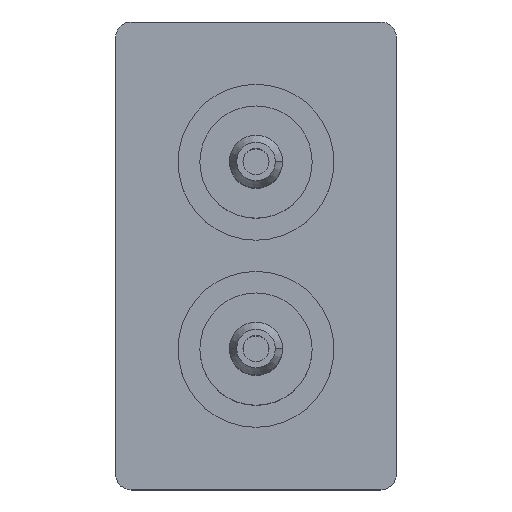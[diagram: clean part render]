
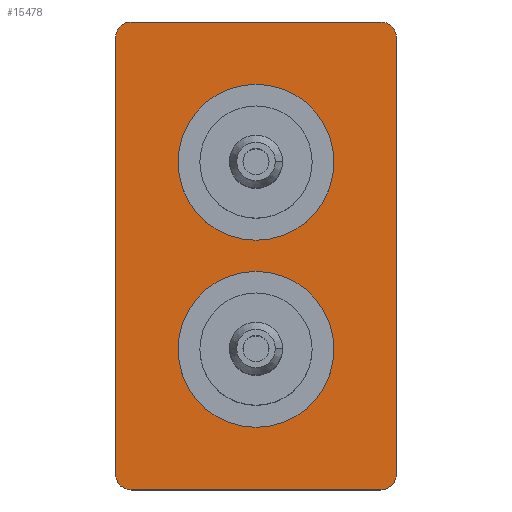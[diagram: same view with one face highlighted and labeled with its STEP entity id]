
A CAD part, top view. The second image highlights one B-rep face of the part: STEP entity #15478.
In plain terms, the highlighted planar face has unit normal (0, 0, 1).
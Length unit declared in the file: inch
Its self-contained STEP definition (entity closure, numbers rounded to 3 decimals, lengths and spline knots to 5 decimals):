
#7908=DIRECTION('',(0.,-1.,0.));
#7909=VECTOR('',#7908,0.7);
#7910=CARTESIAN_POINT('',(-0.225,0.725,0.));
#7911=LINE('',#7910,#7909);
#8500=CARTESIAN_POINT('',(0.,0.525,0.));
#8501=DIRECTION('',(0.,0.,-1.));
#8502=DIRECTION('',(-1.,0.,0.));
#8503=AXIS2_PLACEMENT_3D('',#8500,#8501,#8502);
#8505=CARTESIAN_POINT('',(0.,0.525,0.));
#8506=DIRECTION('',(0.,0.,-1.));
#8507=DIRECTION('',(1.,0.,0.));
#8508=AXIS2_PLACEMENT_3D('',#8505,#8506,#8507);
#8510=CARTESIAN_POINT('',(0.,0.225,0.));
#8511=DIRECTION('',(0.,0.,-1.));
#8512=DIRECTION('',(1.,0.,0.));
#8513=AXIS2_PLACEMENT_3D('',#8510,#8511,#8512);
#8515=CARTESIAN_POINT('',(0.,0.225,0.));
#8516=DIRECTION('',(0.,0.,-1.));
#8517=DIRECTION('',(-1.,0.,0.));
#8518=AXIS2_PLACEMENT_3D('',#8515,#8516,#8517);
#8520=CARTESIAN_POINT('',(0.2,0.725,0.));
#8521=DIRECTION('',(0.,0.,1.));
#8522=DIRECTION('',(1.,0.,0.));
#8523=AXIS2_PLACEMENT_3D('',#8520,#8521,#8522);
#8525=CARTESIAN_POINT('',(0.2,0.025,0.));
#8526=DIRECTION('',(0.,0.,1.));
#8527=DIRECTION('',(0.,-1.,0.));
#8528=AXIS2_PLACEMENT_3D('',#8525,#8526,#8527);
#8530=CARTESIAN_POINT('',(-0.2,0.025,0.));
#8531=DIRECTION('',(0.,0.,1.));
#8532=DIRECTION('',(-1.,0.,0.));
#8533=AXIS2_PLACEMENT_3D('',#8530,#8531,#8532);
#8535=CARTESIAN_POINT('',(-0.2,0.725,0.));
#8536=DIRECTION('',(0.,0.,1.));
#8537=DIRECTION('',(0.,1.,0.));
#8538=AXIS2_PLACEMENT_3D('',#8535,#8536,#8537);
#8540=DIRECTION('',(1.,0.,0.));
#8541=VECTOR('',#8540,0.4);
#8542=CARTESIAN_POINT('',(-0.2,0.75,0.));
#8543=LINE('',#8542,#8541);
#8755=DIRECTION('',(1.,0.,0.));
#8756=VECTOR('',#8755,0.4);
#8757=CARTESIAN_POINT('',(-0.2,0.,0.));
#8758=LINE('',#8757,#8756);
#8799=DIRECTION('',(0.,-1.,0.));
#8800=VECTOR('',#8799,0.7);
#8801=CARTESIAN_POINT('',(0.225,0.725,0.));
#8802=LINE('',#8801,#8800);
#13418=CARTESIAN_POINT('',(-0.101,0.525,0.));
#13419=CARTESIAN_POINT('',(0.101,0.525,0.));
#13420=VERTEX_POINT('',#13418);
#13421=VERTEX_POINT('',#13419);
#13426=CARTESIAN_POINT('',(0.101,0.225,0.));
#13427=CARTESIAN_POINT('',(-0.101,0.225,0.));
#13428=VERTEX_POINT('',#13426);
#13429=VERTEX_POINT('',#13427);
#13460=CARTESIAN_POINT('',(0.225,0.725,0.));
#13461=CARTESIAN_POINT('',(0.2,0.75,0.));
#13462=VERTEX_POINT('',#13460);
#13463=VERTEX_POINT('',#13461);
#13469=CARTESIAN_POINT('',(-0.2,0.75,0.));
#13470=VERTEX_POINT('',#13469);
#13471=CARTESIAN_POINT('',(-0.225,0.725,0.));
#13472=VERTEX_POINT('',#13471);
#13473=CARTESIAN_POINT('',(-0.225,0.025,0.));
#13474=CARTESIAN_POINT('',(-0.2,0.,0.));
#13475=VERTEX_POINT('',#13473);
#13476=VERTEX_POINT('',#13474);
#13482=CARTESIAN_POINT('',(0.2,0.,0.));
#13483=VERTEX_POINT('',#13482);
#13484=CARTESIAN_POINT('',(0.225,0.025,0.));
#13485=VERTEX_POINT('',#13484);
#15446=CARTESIAN_POINT('',(-0.225,0.75,0.));
#15447=DIRECTION('',(0.,0.,1.));
#15448=DIRECTION('',(0.,-1.,0.));
#15449=AXIS2_PLACEMENT_3D('',#15446,#15447,#15448);
#15450=PLANE('',#15449);
#15451=ORIENTED_EDGE('',*,*,#15436,.F.);
#15453=ORIENTED_EDGE('',*,*,#15452,.T.);
#15455=ORIENTED_EDGE('',*,*,#15454,.F.);
#15457=ORIENTED_EDGE('',*,*,#15456,.F.);
#15459=ORIENTED_EDGE('',*,*,#15458,.F.);
#15460=ORIENTED_EDGE('',*,*,#15111,.F.);
#15461=ORIENTED_EDGE('',*,*,#15407,.F.);
#15463=ORIENTED_EDGE('',*,*,#15462,.T.);
#15464=EDGE_LOOP('',(#15451,#15453,#15455,#15457,#15459,#15460,#15461,#15463));
#15465=FACE_OUTER_BOUND('',#15464,.F.);
#15467=ORIENTED_EDGE('',*,*,#15466,.F.);
#15469=ORIENTED_EDGE('',*,*,#15468,.F.);
#15470=EDGE_LOOP('',(#15467,#15469));
#15471=FACE_BOUND('',#15470,.F.);
#15473=ORIENTED_EDGE('',*,*,#15472,.F.);
#15475=ORIENTED_EDGE('',*,*,#15474,.F.);
#15476=EDGE_LOOP('',(#15473,#15475));
#15477=FACE_BOUND('',#15476,.F.);
#15478=ADVANCED_FACE('',(#15465,#15471,#15477),#15450,.T.);
#8504=CIRCLE('',#8503,0.101);
#8509=CIRCLE('',#8508,0.101);
#8514=CIRCLE('',#8513,0.101);
#8519=CIRCLE('',#8518,0.101);
#8524=CIRCLE('',#8523,0.025);
#8529=CIRCLE('',#8528,0.025);
#8534=CIRCLE('',#8533,0.025);
#8539=CIRCLE('',#8538,0.025);
#15111=EDGE_CURVE('',#13472,#13475,#7911,.T.);
#15407=EDGE_CURVE('',#13470,#13472,#8539,.T.);
#15436=EDGE_CURVE('',#13462,#13463,#8524,.T.);
#15452=EDGE_CURVE('',#13462,#13485,#8802,.T.);
#15454=EDGE_CURVE('',#13483,#13485,#8529,.T.);
#15456=EDGE_CURVE('',#13476,#13483,#8758,.T.);
#15458=EDGE_CURVE('',#13475,#13476,#8534,.T.);
#15462=EDGE_CURVE('',#13470,#13463,#8543,.T.);
#15466=EDGE_CURVE('',#13428,#13429,#8514,.T.);
#15468=EDGE_CURVE('',#13429,#13428,#8519,.T.);
#15472=EDGE_CURVE('',#13420,#13421,#8504,.T.);
#15474=EDGE_CURVE('',#13421,#13420,#8509,.T.);
